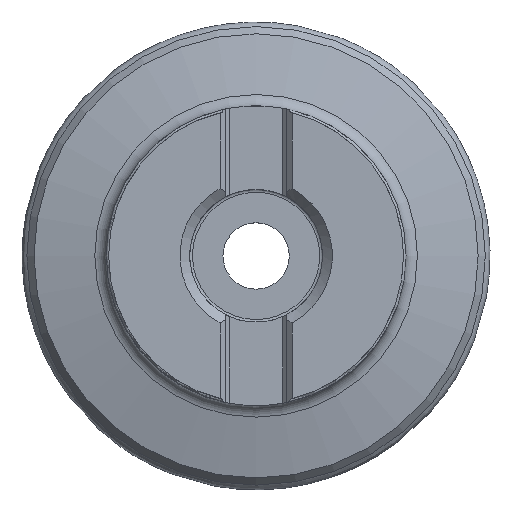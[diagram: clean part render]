
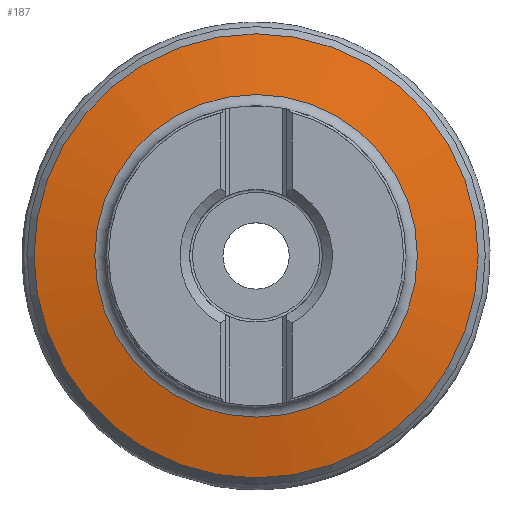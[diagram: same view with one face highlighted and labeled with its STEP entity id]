
A CAD part, top view. The second image highlights one B-rep face of the part: STEP entity #187.
In plain terms, the highlighted conical face has half-angle 76.749 degrees and reference radius 45.176 mm.
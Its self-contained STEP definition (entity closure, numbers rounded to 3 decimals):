
#110=CONICAL_SURFACE('',#960,45.176,76.749);
#187=ADVANCED_FACE('S9',(#308,#309),#110,.T.);
#308=FACE_BOUND('',#367,.T.);
#309=FACE_BOUND('',#368,.T.);
#367=EDGE_LOOP('',(#478));
#368=EDGE_LOOP('',(#479));
#478=ORIENTED_EDGE('',*,*,#729,.T.);
#479=ORIENTED_EDGE('',*,*,#730,.F.);
#654=VERTEX_POINT('',#1494);
#655=VERTEX_POINT('',#1496);
#729=EDGE_CURVE('',#654,#654,#789,.T.);
#730=EDGE_CURVE('',#655,#655,#790,.T.);
#789=CIRCLE('',#958,32.812);
#790=CIRCLE('',#959,45.176);
#958=AXIS2_PLACEMENT_3D('',#1493,#1121,#1122);
#959=AXIS2_PLACEMENT_3D('',#1495,#1123,#1124);
#960=AXIS2_PLACEMENT_3D('',#1497,#1125,#1126);
#1121=DIRECTION('',(0.,0.,-1.));
#1122=DIRECTION('',(-1.,0.,0.));
#1123=DIRECTION('',(0.,0.,-1.));
#1124=DIRECTION('',(-1.,0.,0.));
#1125=DIRECTION('',(0.,0.,-1.));
#1126=DIRECTION('',(-1.,0.,0.));
#1493=CARTESIAN_POINT('',(0.,0.,-17.045));
#1494=CARTESIAN_POINT('',(-32.812,0.,-17.045));
#1495=CARTESIAN_POINT('',(0.,0.,-19.956));
#1496=CARTESIAN_POINT('',(-45.176,0.,-19.956));
#1497=CARTESIAN_POINT('',(0.,0.,-19.956));
